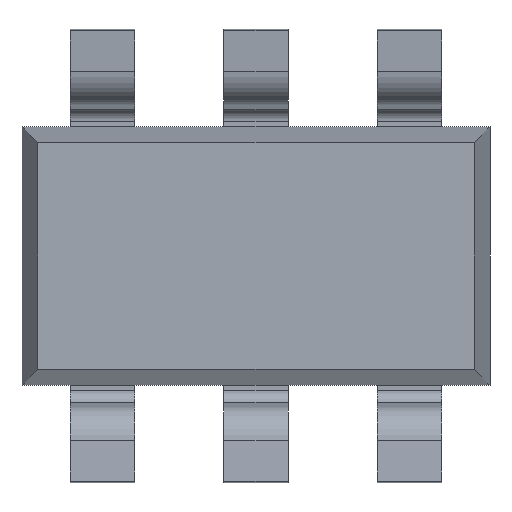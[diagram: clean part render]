
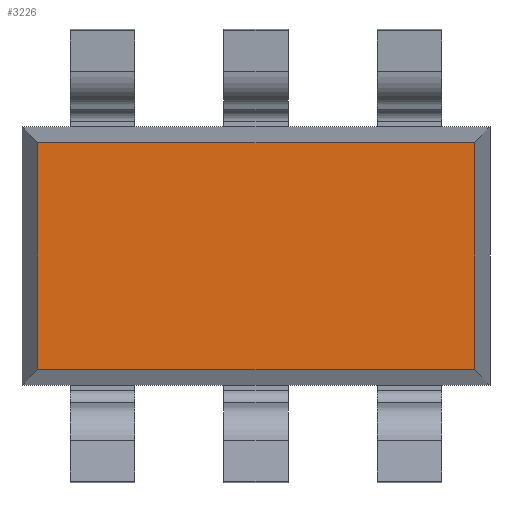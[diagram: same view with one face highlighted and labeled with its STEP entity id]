
A CAD part, front view. The second image highlights one B-rep face of the part: STEP entity #3226.
In plain terms, the highlighted planar face has unit normal (0, -1, 0).
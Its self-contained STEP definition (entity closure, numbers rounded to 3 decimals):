
#144 = EDGE_CURVE ( 'NONE', #4105, #3780, #3286, .T. ) ;
#239 = CARTESIAN_POINT ( 'NONE',  ( -1.353, 0.15, -0.8 ) ) ;
#258 = CARTESIAN_POINT ( 'NONE',  ( 1.353, 0.15, 0.8 ) ) ;
#264 = LINE ( 'NONE', #2990, #3704 ) ;
#474 = ORIENTED_EDGE ( 'NONE', *, *, #3739, .T. ) ;
#565 = CARTESIAN_POINT ( 'NONE',  ( -1.353, 0.15, -0.703 ) ) ;
#574 = AXIS2_PLACEMENT_3D ( 'NONE', #1627, #2975, #1315 ) ;
#616 = CARTESIAN_POINT ( 'NONE',  ( 1.353, 0.15, 0.703 ) ) ;
#647 = ORIENTED_EDGE ( 'NONE', *, *, #3875, .T. ) ;
#970 = DIRECTION ( 'NONE',  ( 0., 0., -1. ) ) ;
#1048 = DIRECTION ( 'NONE',  ( -1., 0., 0. ) ) ;
#1297 = EDGE_CURVE ( 'NONE', #1705, #4105, #264, .T. ) ;
#1307 = DIRECTION ( 'NONE',  ( 1., 0., 0. ) ) ;
#1315 = DIRECTION ( 'NONE',  ( 0., 0., -1. ) ) ;
#1334 = PLANE ( 'NONE',  #574 ) ;
#1451 = VERTEX_POINT ( 'NONE', #2283 ) ;
#1571 = ORIENTED_EDGE ( 'NONE', *, *, #144, .T. ) ;
#1627 = CARTESIAN_POINT ( 'NONE',  ( 0., 0.15, 0. ) ) ;
#1705 = VERTEX_POINT ( 'NONE', #565 ) ;
#2283 = CARTESIAN_POINT ( 'NONE',  ( -1.353, 0.15, 0.703 ) ) ;
#2558 = LINE ( 'NONE', #239, #3620 ) ;
#2733 = LINE ( 'NONE', #4084, #3548 ) ;
#2975 = DIRECTION ( 'NONE',  ( 0., -1., 0. ) ) ;
#2990 = CARTESIAN_POINT ( 'NONE',  ( 1.45, 0.15, -0.703 ) ) ;
#3020 = DIRECTION ( 'NONE',  ( 0., 0., 1. ) ) ;
#3226 = ADVANCED_FACE ( 'NONE', ( #4004 ), #1334, .T. ) ;
#3286 = LINE ( 'NONE', #258, #3929 ) ;
#3303 = CARTESIAN_POINT ( 'NONE',  ( 1.353, 0.15, -0.703 ) ) ;
#3337 = EDGE_LOOP ( 'NONE', ( #474, #4232, #1571, #647 ) ) ;
#3548 = VECTOR ( 'NONE', #1048, 1000. ) ;
#3620 = VECTOR ( 'NONE', #970, 1000. ) ;
#3704 = VECTOR ( 'NONE', #1307, 1000. ) ;
#3739 = EDGE_CURVE ( 'NONE', #1451, #1705, #2558, .T. ) ;
#3780 = VERTEX_POINT ( 'NONE', #616 ) ;
#3875 = EDGE_CURVE ( 'NONE', #3780, #1451, #2733, .T. ) ;
#3929 = VECTOR ( 'NONE', #3020, 1000. ) ;
#4004 = FACE_OUTER_BOUND ( 'NONE', #3337, .T. ) ;
#4084 = CARTESIAN_POINT ( 'NONE',  ( -1.45, 0.15, 0.703 ) ) ;
#4105 = VERTEX_POINT ( 'NONE', #3303 ) ;
#4232 = ORIENTED_EDGE ( 'NONE', *, *, #1297, .T. ) ;
